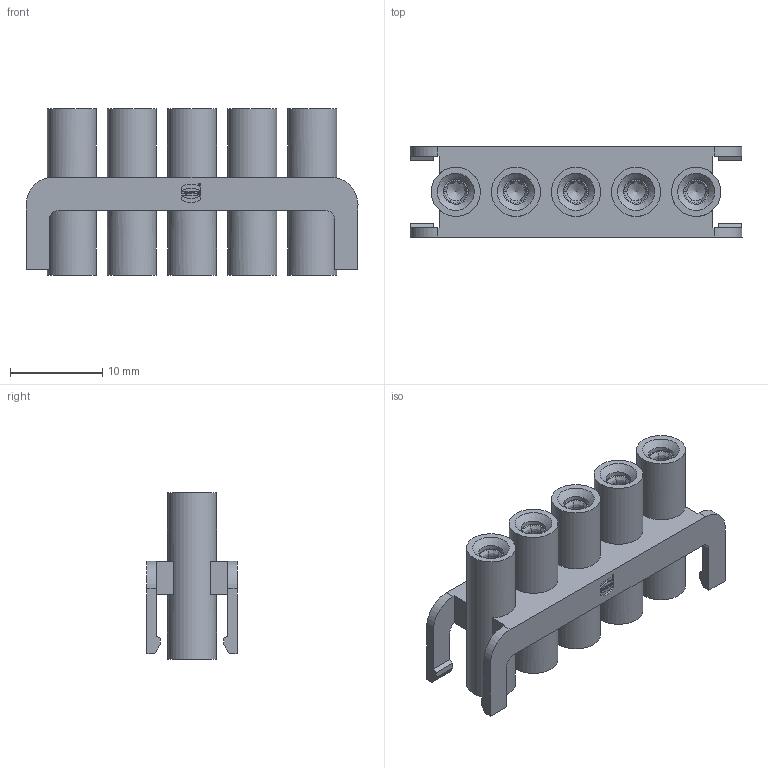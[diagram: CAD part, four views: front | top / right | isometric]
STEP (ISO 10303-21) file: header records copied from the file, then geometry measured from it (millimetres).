
FILE_DESCRIPTION(/* description */ (''),/* implementation_level */ '2;1');
FILE_NAME(/* name */ '100188269ugm000_b.stp',/* time_stamp */ '2019-09-24T13:23:41+02:00',/* author */ (''),/* organization */ (''),/* preprocessor_version */ 'ST-DEVELOPER v16.7',/* originating_system */ 'SIEMENS PLM Software NX 12.0',/* authorisation */ '');
FILE_SCHEMA (('AUTOMOTIVE_DESIGN { 1 0 10303 214 3 1 1 1 }'));
Length unit declared in the file: millimetre
Products named in the file (1): 100188269ugm000_b
Bounding box: 35.9 x 9.75 x 18 mm (x, y, z)
Surface area: 5065.7 mm2 (no closed solid volume)
Topology: 0 solids, 1 shells, 595 faces, 1861 edges, 1326 vertices
Faces by surface type: plane 308, cylinder 170, bspline 60, cone 30, sphere 25, extrusion 2
Full cylindrical faces by diameter (mm): 0.228 x1, 0.269 x1, 2.7 x5, 3.5 x5, 3.6 x5, 3.9 x5, 5.3 x8
Entity records: 24949 total; most frequent: CARTESIAN_POINT 5130, DIRECTION 3374, ORIENTED_EDGE 3042, EDGE_CURVE 1521, AXIS2_PLACEMENT_3D 1301, VERTEX_POINT 1038, VECTOR 772, LINE 770
